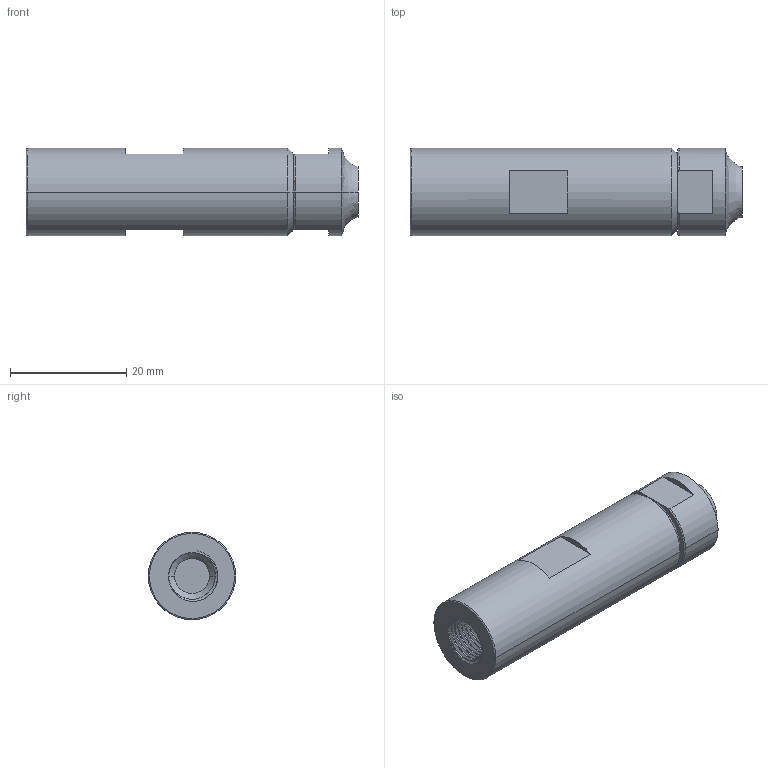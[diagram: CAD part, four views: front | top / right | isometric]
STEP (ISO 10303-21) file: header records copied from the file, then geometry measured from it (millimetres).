
FILE_DESCRIPTION (( 'STEP AP203' ), '1' );
FILE_NAME ('3D_GS5534-L 6_188500460.STEP', '2024-09-24T06:41:16', ( '' ), ( '' ), 'SwSTEP 2.0', 'SolidWorks 2024', '' );
FILE_SCHEMA (( 'CONFIG_CONTROL_DESIGN' ));
Length unit declared in the file: millimetre
Products named in the file (1): 3D_GS5534-L 6_188500460
Bounding box: 57 x 15 x 15 mm (x, y, z)
Volume: 7909.1 mm3; surface area: 4308.6 mm2
Topology: 1 solids, 1 shells, 94 faces, 240 edges, 155 vertices
Faces by surface type: cylinder 59, plane 18, bspline 6, cone 6, torus 5
Entity records: 7579 total; most frequent: CARTESIAN_POINT 5527, ORIENTED_EDGE 480, DIRECTION 354, EDGE_CURVE 240, VERTEX_POINT 155, AXIS2_PLACEMENT_3D 137, EDGE_LOOP 101, FACE_OUTER_BOUND 94
